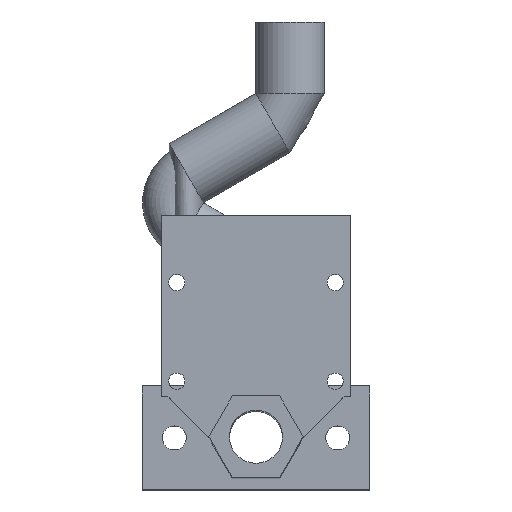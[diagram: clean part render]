
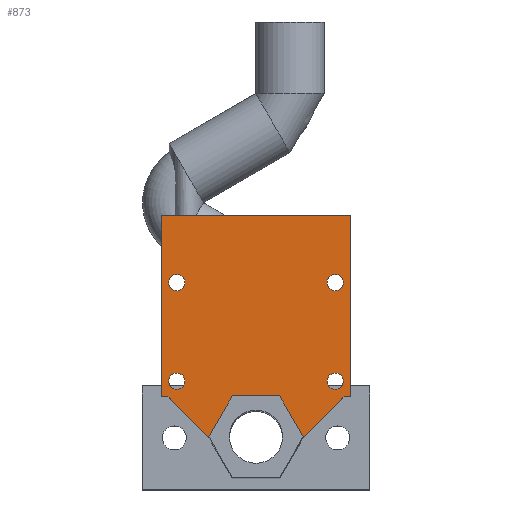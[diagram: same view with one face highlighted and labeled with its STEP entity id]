
A CAD part, top view. The second image highlights one B-rep face of the part: STEP entity #873.
In plain terms, the highlighted planar face has unit normal (0, 0, 1).
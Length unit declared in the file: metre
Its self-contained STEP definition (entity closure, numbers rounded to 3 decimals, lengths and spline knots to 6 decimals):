
#67=CIRCLE('',#968,0.001075);
#68=CIRCLE('',#970,0.001075);
#70=CIRCLE('',#973,0.001075);
#71=CIRCLE('',#976,0.001075);
#264=ORIENTED_EDGE('',*,*,#304,.F.);
#265=ORIENTED_EDGE('',*,*,#403,.T.);
#266=ORIENTED_EDGE('',*,*,#405,.T.);
#267=ORIENTED_EDGE('',*,*,#411,.F.);
#268=ORIENTED_EDGE('',*,*,#395,.F.);
#269=ORIENTED_EDGE('',*,*,#414,.T.);
#270=ORIENTED_EDGE('',*,*,#374,.F.);
#271=ORIENTED_EDGE('',*,*,#358,.F.);
#272=ORIENTED_EDGE('',*,*,#372,.F.);
#273=ORIENTED_EDGE('',*,*,#415,.T.);
#274=ORIENTED_EDGE('',*,*,#410,.F.);
#275=ORIENTED_EDGE('',*,*,#408,.T.);
#276=ORIENTED_EDGE('',*,*,#407,.F.);
#277=ORIENTED_EDGE('',*,*,#412,.T.);
#304=EDGE_CURVE('',#417,#418,#498,.T.);
#358=EDGE_CURVE('',#460,#461,#527,.T.);
#372=EDGE_CURVE('',#470,#460,#539,.T.);
#374=EDGE_CURVE('',#461,#471,#541,.T.);
#395=EDGE_CURVE('',#485,#486,#553,.T.);
#403=EDGE_CURVE('',#417,#490,#559,.T.);
#405=EDGE_CURVE('',#490,#491,#561,.T.);
#407=EDGE_CURVE('',#492,#492,#67,.T.);
#408=EDGE_CURVE('',#493,#493,#68,.T.);
#410=EDGE_CURVE('',#495,#495,#70,.T.);
#411=EDGE_CURVE('',#486,#491,#563,.T.);
#412=EDGE_CURVE('',#496,#496,#71,.T.);
#414=EDGE_CURVE('',#485,#471,#564,.F.);
#415=EDGE_CURVE('',#470,#418,#565,.T.);
#417=VERTEX_POINT('',#1241);
#418=VERTEX_POINT('',#1242);
#460=VERTEX_POINT('',#1358);
#461=VERTEX_POINT('',#1360);
#470=VERTEX_POINT('',#1390);
#471=VERTEX_POINT('',#1395);
#485=VERTEX_POINT('',#1443);
#486=VERTEX_POINT('',#1445);
#490=VERTEX_POINT('',#1458);
#491=VERTEX_POINT('',#1462);
#492=VERTEX_POINT('',#1467);
#493=VERTEX_POINT('',#1470);
#495=VERTEX_POINT('',#1475);
#496=VERTEX_POINT('',#1480);
#498=LINE('',#1240,#567);
#527=LINE('',#1359,#596);
#539=LINE('',#1391,#608);
#541=LINE('',#1394,#610);
#553=LINE('',#1444,#622);
#559=LINE('',#1459,#628);
#561=LINE('',#1463,#630);
#563=LINE('',#1477,#632);
#564=LINE('',#1484,#633);
#565=LINE('',#1485,#634);
#567=VECTOR('',#987,1.);
#596=VECTOR('',#1088,1.);
#608=VECTOR('',#1120,1.);
#610=VECTOR('',#1124,1.);
#622=VECTOR('',#1182,1.);
#628=VECTOR('',#1196,1.);
#630=VECTOR('',#1200,1.);
#632=VECTOR('',#1218,1.);
#633=VECTOR('',#1227,1.);
#634=VECTOR('',#1228,1.);
#706=EDGE_LOOP('',(#264,#265,#266,#267,#268,#269,#270,#271,#272,#273));
#707=EDGE_LOOP('',(#274));
#708=EDGE_LOOP('',(#275));
#709=EDGE_LOOP('',(#276));
#710=EDGE_LOOP('',(#277));
#788=FACE_BOUND('',#706,.T.);
#789=FACE_BOUND('',#707,.T.);
#790=FACE_BOUND('',#708,.T.);
#791=FACE_BOUND('',#709,.T.);
#792=FACE_BOUND('',#710,.T.);
#823=PLANE('',#978);
#873=ADVANCED_FACE('',(#788,#789,#790,#791,#792),#823,.T.);
#968=AXIS2_PLACEMENT_3D('',#1466,#1204,#1205);
#970=AXIS2_PLACEMENT_3D('',#1469,#1208,#1209);
#973=AXIS2_PLACEMENT_3D('',#1474,#1214,#1215);
#976=AXIS2_PLACEMENT_3D('',#1479,#1221,#1222);
#978=AXIS2_PLACEMENT_3D('',#1483,#1225,#1226);
#987=DIRECTION('',(-1.,0.,0.));
#1088=DIRECTION('',(-1.,0.,0.));
#1120=DIRECTION('',(-0.5,0.866,0.));
#1124=DIRECTION('',(-0.5,-0.866,0.));
#1182=DIRECTION('',(-1.,0.,0.));
#1196=DIRECTION('',(0.,1.,0.));
#1200=DIRECTION('',(-1.,0.,0.));
#1204=DIRECTION('',(0.,0.,1.));
#1205=DIRECTION('',(1.,0.,0.));
#1208=DIRECTION('',(0.,0.,-1.));
#1209=DIRECTION('',(1.,0.,0.));
#1214=DIRECTION('',(0.,0.,1.));
#1215=DIRECTION('',(1.,0.,0.));
#1218=DIRECTION('',(0.,1.,0.));
#1221=DIRECTION('',(0.,0.,-1.));
#1222=DIRECTION('',(1.,0.,0.));
#1225=DIRECTION('',(0.,0.,1.));
#1226=DIRECTION('',(1.,0.,0.));
#1227=DIRECTION('',(-0.707,0.707,0.));
#1228=DIRECTION('',(0.707,0.707,0.));
#1240=CARTESIAN_POINT('',(0.009353,0.005375,0.018));
#1241=CARTESIAN_POINT('',(0.0125,0.005375,0.018));
#1242=CARTESIAN_POINT('',(0.011582,0.005375,0.018));
#1358=CARTESIAN_POINT('',(0.003103,0.005375,0.018));
#1359=CARTESIAN_POINT('',(0.009353,0.005375,0.018));
#1360=CARTESIAN_POINT('',(-0.003103,0.005375,0.018));
#1390=CARTESIAN_POINT('',(0.006207,0.,0.018));
#1391=CARTESIAN_POINT('',(0.004655,0.002688,0.018));
#1394=CARTESIAN_POINT('',(-0.004655,0.002688,0.018));
#1395=CARTESIAN_POINT('',(-0.006207,0.,0.018));
#1443=CARTESIAN_POINT('',(-0.011582,0.005375,0.018));
#1444=CARTESIAN_POINT('',(0.009353,0.005375,0.018));
#1445=CARTESIAN_POINT('',(-0.0125,0.005375,0.018));
#1458=CARTESIAN_POINT('',(0.0125,0.029237,0.018));
#1459=CARTESIAN_POINT('',(0.0125,0.017306,0.018));
#1462=CARTESIAN_POINT('',(-0.0125,0.029237,0.018));
#1463=CARTESIAN_POINT('',(0.,0.029237,0.018));
#1466=CARTESIAN_POINT('',(-0.010425,0.020425,0.018));
#1467=CARTESIAN_POINT('',(-0.00935,0.020425,0.018));
#1469=CARTESIAN_POINT('',(0.010425,0.020425,0.018));
#1470=CARTESIAN_POINT('',(0.0115,0.020425,0.018));
#1474=CARTESIAN_POINT('',(-0.010425,0.00745,0.018));
#1475=CARTESIAN_POINT('',(-0.00935,0.00745,0.018));
#1477=CARTESIAN_POINT('',(-0.0125,0.017306,0.018));
#1479=CARTESIAN_POINT('',(0.010425,0.00745,0.018));
#1480=CARTESIAN_POINT('',(0.0115,0.00745,0.018));
#1483=CARTESIAN_POINT('',(0.,0.014619,0.018));
#1484=CARTESIAN_POINT('',(-0.006207,0.,0.018));
#1485=CARTESIAN_POINT('',(0.011582,0.005375,0.018));
